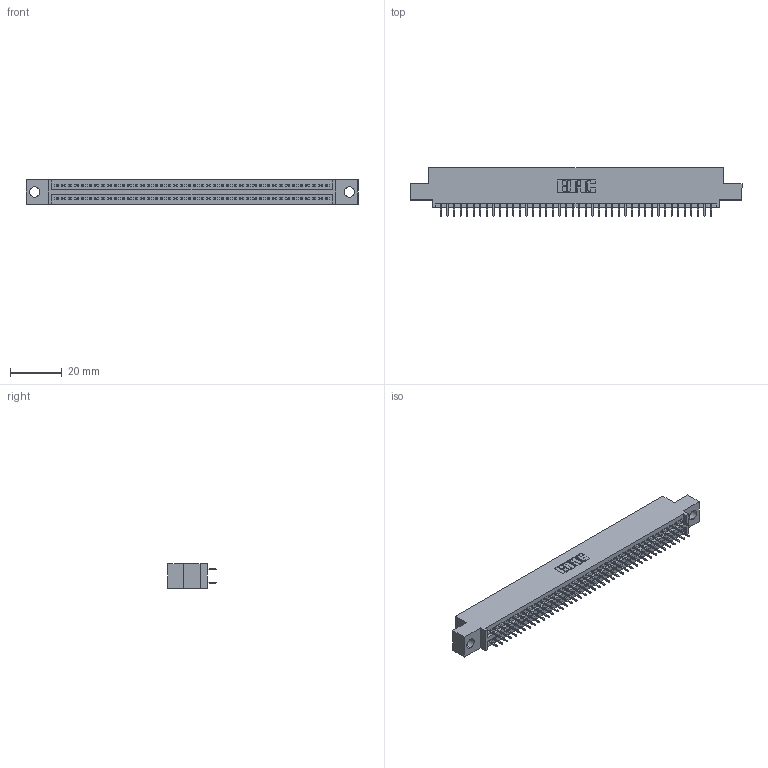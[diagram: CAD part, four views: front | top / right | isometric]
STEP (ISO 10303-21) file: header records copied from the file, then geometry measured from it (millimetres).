
FILE_DESCRIPTION (( 'STEP AP203' ), '1' );
FILE_NAME ('845-084-525-504.STEP', '2020-09-24T01:41:52', ( '' ), ( '' ), 'SwSTEP 2.0', 'SolidWorks 2020', '' );
FILE_SCHEMA (( 'CONFIG_CONTROL_DESIGN' ));
Length unit declared in the file: inch
Products named in the file (3): 845-084-525-504; 845 Part_0.110 Offset - 0.156 Dia-TH; 345-292-001_345-293-125
Assembly tree (85 placements, depth 2):
  845-084-525-504
    845 Part_0.110 Offset - 0.156 Dia-TH
    345-292-001_345-293-125  x84
Bounding box: 127.89 x 18.72 x 9.4 mm (x, y, z)
Volume: 12123.8 mm3; surface area: 17412.4 mm2
Topology: 85 solids, 85 shells, 4666 faces, 13205 edges, 8466 vertices
Faces by surface type: plane 3360, cylinder 1306
Entity records: 33163 total; most frequent: CARTESIAN_POINT 5560, ORIENTED_EDGE 5494, DIRECTION 4903, EDGE_CURVE 2747, VECTOR 2451, LINE 2451, VERTEX_POINT 1826, AXIS2_PLACEMENT_3D 1226
